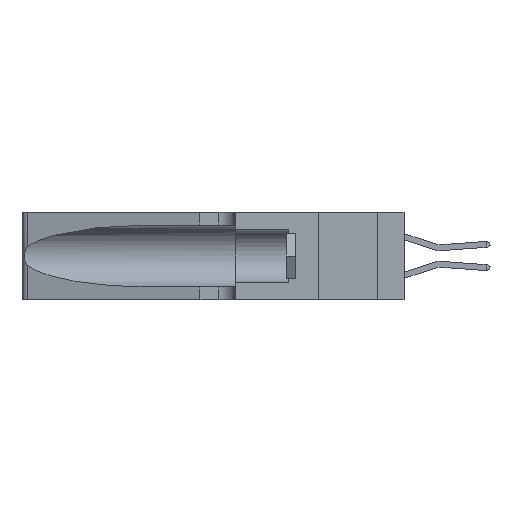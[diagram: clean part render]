
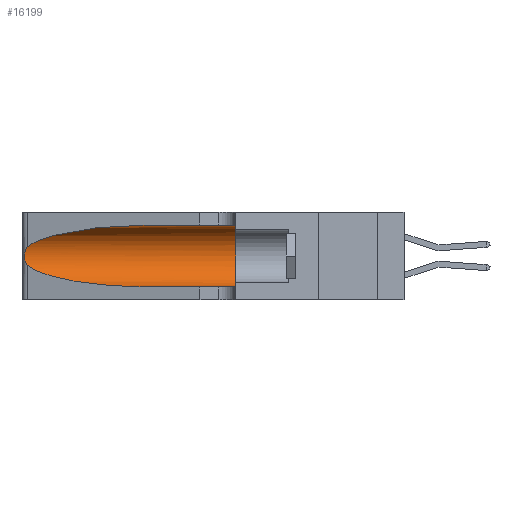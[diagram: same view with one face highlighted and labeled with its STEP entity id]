
A CAD part, left-side view. The second image highlights one B-rep face of the part: STEP entity #16199.
In plain terms, the highlighted cylindrical face has radius 3.308 mm (diameter 6.617 mm), a partial arc.
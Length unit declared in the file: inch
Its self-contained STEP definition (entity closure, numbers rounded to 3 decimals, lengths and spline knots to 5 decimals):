
#94 = CARTESIAN_POINT ( 'NONE',  ( 0.2373, 1.15595, 0.28018 ) ) ;
#614 = LINE ( 'NONE', #7802, #26312 ) ;
#782 = CARTESIAN_POINT ( 'NONE',  ( 0.1305, 1.61858, 0.185 ) ) ;
#887 =( BOUNDED_CURVE ( )  B_SPLINE_CURVE ( 3, ( #24964, #20369, #5821, #8579 ),
 .UNSPECIFIED., .F., .F. ) 
 B_SPLINE_CURVE_WITH_KNOTS ( ( 4, 4 ),
 ( 3.44316, 4.71239 ),
 .UNSPECIFIED. ) 
 CURVE ( )  GEOMETRIC_REPRESENTATION_ITEM ( )  RATIONAL_B_SPLINE_CURVE ( ( 1., 0.87, 0.87, 1. ) ) 
 REPRESENTATION_ITEM ( '' )  );
#933 = DIRECTION ( 'NONE',  ( 0., -1., 0. ) ) ;
#1069 = CARTESIAN_POINT ( 'NONE',  ( 0.26075, 1.23896, 0.178 ) ) ;
#1180 = CARTESIAN_POINT ( 'NONE',  ( 0.26075, 1.23896, 0.19203 ) ) ;
#1908 = ORIENTED_EDGE ( 'NONE', *, *, #24253, .F. ) ;
#2502 = CARTESIAN_POINT ( 'NONE',  ( 0.25487, 1.22718, 0.22369 ) ) ;
#3191 = EDGE_CURVE ( 'NONE', #20319, #10601, #887, .T. ) ;
#3240 = EDGE_LOOP ( 'NONE', ( #16769, #29575, #23747, #17834, #11464, #1908 ) ) ;
#4555 = EDGE_CURVE ( 'NONE', #29319, #20319, #15604, .T. ) ;
#4920 = EDGE_CURVE ( 'NONE', #20636, #6964, #13075, .T. ) ;
#5119 = AXIS2_PLACEMENT_3D ( 'NONE', #782, #24599, #26797 ) ;
#5709 = CARTESIAN_POINT ( 'NONE',  ( 0.1305, 0.35, 0.05475 ) ) ;
#5741 = CARTESIAN_POINT ( 'NONE',  ( 0.25787, 1.23484, 0.2124 ) ) ;
#5821 = CARTESIAN_POINT ( 'NONE',  ( 0.18966, 0.96281, 0.05475 ) ) ;
#6446 = LINE ( 'NONE', #22448, #18383 ) ;
#6652 = AXIS2_PLACEMENT_3D ( 'NONE', #15596, #22737, #30035 ) ;
#6964 = VERTEX_POINT ( 'NONE', #5709 ) ;
#7383 = CARTESIAN_POINT ( 'NONE',  ( 0.18966, 0.96281, 0.31525 ) ) ;
#7802 = CARTESIAN_POINT ( 'NONE',  ( 0.1305, 1.61858, 0.05475 ) ) ;
#8579 = CARTESIAN_POINT ( 'NONE',  ( 0.1305, 0.72297, 0.05475 ) ) ;
#10087 = FACE_OUTER_BOUND ( 'NONE', #3240, .T. ) ;
#10300 = CARTESIAN_POINT ( 'NONE',  ( 0.25555, 1.22993, 0.14849 ) ) ;
#10507 = CARTESIAN_POINT ( 'NONE',  ( 0.26017, 1.23833, 0.17102 ) ) ;
#10601 = VERTEX_POINT ( 'NONE', #17387 ) ;
#10621 = CARTESIAN_POINT ( 'NONE',  ( 0.25487, 1.22718, 0.22369 ) ) ;
#11464 = ORIENTED_EDGE ( 'NONE', *, *, #4920, .F. ) ;
#11809 = CARTESIAN_POINT ( 'NONE',  ( 0.1305, 0.72297, 0.31525 ) ) ;
#12515 = DIRECTION ( 'NONE',  ( 0., -1., 0. ) ) ;
#13075 = CIRCLE ( 'NONE', #6652, 0.13025 ) ;
#13670 = CARTESIAN_POINT ( 'NONE',  ( 0.1305, 0.72297, 0.31525 ) ) ;
#14226 = CARTESIAN_POINT ( 'NONE',  ( 0.25487, 1.22718, 0.14631 ) ) ;
#14309 = VERTEX_POINT ( 'NONE', #13670 ) ;
#15444 = CARTESIAN_POINT ( 'NONE',  ( 0.25854, 1.2359, 0.20912 ) ) ;
#15596 = CARTESIAN_POINT ( 'NONE',  ( 0.1305, 0.35, 0.185 ) ) ;
#15604 = B_SPLINE_CURVE_WITH_KNOTS ( 'NONE', 3,
 ( #10621, #29262, #24567, #5741, #15444, #24669, #1180, #1069, #10507, #27165, #27068, #17813, #10300, #19694 ),
 .UNSPECIFIED., .F., .F.,
 ( 4, 2, 2, 2, 2, 2, 4 ),
 ( 0., 0.00027, 0.00053, 0.00107, 0.0016, 0.00187, 0.00214 ),
 .UNSPECIFIED. ) ;
#16199 = ADVANCED_FACE ( 'NONE', ( #10087 ), #18971, .F. ) ;
#16613 = CARTESIAN_POINT ( 'NONE',  ( 0.25487, 1.22718, 0.22369 ) ) ;
#16769 = ORIENTED_EDGE ( 'NONE', *, *, #28756, .T. ) ;
#17387 = CARTESIAN_POINT ( 'NONE',  ( 0.1305, 0.72297, 0.05475 ) ) ;
#17516 = EDGE_CURVE ( 'NONE', #10601, #6964, #614, .T. ) ;
#17813 = CARTESIAN_POINT ( 'NONE',  ( 0.25639, 1.23186, 0.15144 ) ) ;
#17834 = ORIENTED_EDGE ( 'NONE', *, *, #17516, .T. ) ;
#18383 = VECTOR ( 'NONE', #933, 39.37008 ) ;
#18971 = CYLINDRICAL_SURFACE ( 'NONE', #5119, 0.13025 ) ;
#19694 = CARTESIAN_POINT ( 'NONE',  ( 0.25487, 1.22718, 0.14631 ) ) ;
#20319 = VERTEX_POINT ( 'NONE', #14226 ) ;
#20369 = CARTESIAN_POINT ( 'NONE',  ( 0.2373, 1.15595, 0.08982 ) ) ;
#20636 = VERTEX_POINT ( 'NONE', #30087 ) ;
#22056 =( BOUNDED_CURVE ( )  B_SPLINE_CURVE ( 3, ( #11809, #7383, #94, #2502 ),
 .UNSPECIFIED., .F., .F. ) 
 B_SPLINE_CURVE_WITH_KNOTS ( ( 4, 4 ),
 ( 1.5708, 2.84003 ),
 .UNSPECIFIED. ) 
 CURVE ( )  GEOMETRIC_REPRESENTATION_ITEM ( )  RATIONAL_B_SPLINE_CURVE ( ( 1., 0.87, 0.87, 1. ) ) 
 REPRESENTATION_ITEM ( '' )  );
#22448 = CARTESIAN_POINT ( 'NONE',  ( 0.1305, 1.61858, 0.31525 ) ) ;
#22737 = DIRECTION ( 'NONE',  ( 0., 1., 0. ) ) ;
#23747 = ORIENTED_EDGE ( 'NONE', *, *, #3191, .T. ) ;
#24253 = EDGE_CURVE ( 'NONE', #14309, #20636, #6446, .T. ) ;
#24567 = CARTESIAN_POINT ( 'NONE',  ( 0.25639, 1.23184, 0.21858 ) ) ;
#24599 = DIRECTION ( 'NONE',  ( 0., -1., 0. ) ) ;
#24669 = CARTESIAN_POINT ( 'NONE',  ( 0.26018, 1.23835, 0.19895 ) ) ;
#24964 = CARTESIAN_POINT ( 'NONE',  ( 0.25487, 1.22718, 0.14631 ) ) ;
#26312 = VECTOR ( 'NONE', #12515, 39.37008 ) ;
#26797 = DIRECTION ( 'NONE',  ( 0., 0., -1. ) ) ;
#27068 = CARTESIAN_POINT ( 'NONE',  ( 0.25789, 1.23486, 0.15765 ) ) ;
#27165 = CARTESIAN_POINT ( 'NONE',  ( 0.25856, 1.23593, 0.16098 ) ) ;
#28756 = EDGE_CURVE ( 'NONE', #14309, #29319, #22056, .T. ) ;
#29262 = CARTESIAN_POINT ( 'NONE',  ( 0.25555, 1.22994, 0.2215 ) ) ;
#29319 = VERTEX_POINT ( 'NONE', #16613 ) ;
#29575 = ORIENTED_EDGE ( 'NONE', *, *, #4555, .T. ) ;
#30035 = DIRECTION ( 'NONE',  ( 0., 0., 1. ) ) ;
#30087 = CARTESIAN_POINT ( 'NONE',  ( 0.1305, 0.35, 0.31525 ) ) ;
